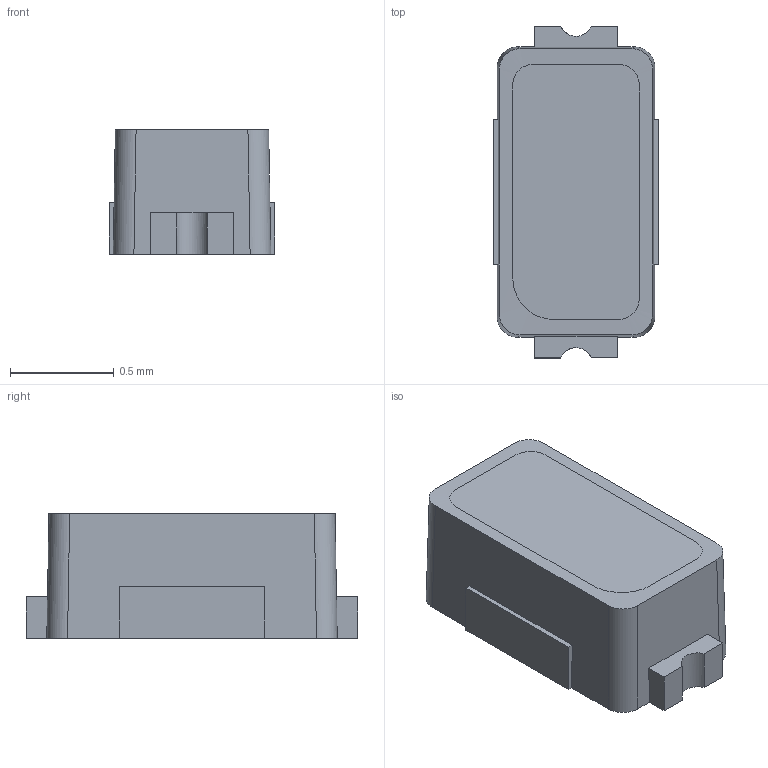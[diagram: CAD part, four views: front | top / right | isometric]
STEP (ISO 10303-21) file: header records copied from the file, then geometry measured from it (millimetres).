
FILE_DESCRIPTION (( 'STEP AP214' ), '1' );
FILE_NAME ('KW DELPS2.RA-QISI-FK2NM2-U515.STEP', '2024-06-11T05:43:03', ( '' ), ( '' ), 'SwSTEP 2.0', 'SolidWorks 2016', '' );
FILE_SCHEMA (( 'AUTOMOTIVE_DESIGN' ));
Length unit declared in the file: millimetre
Products named in the file (1): KW DELPS2.RA-QISI-FK2NM2-U515
Bounding box: 0.8 x 1.6 x 0.6 mm (x, y, z)
Volume: 0.6 mm3; surface area: 4.9 mm2
Topology: 1 solids, 1 shells, 34 faces, 123 edges, 92 vertices
Faces by surface type: plane 27, cylinder 7
Entity records: 1604 total; most frequent: CARTESIAN_POINT 448, ORIENTED_EDGE 246, DIRECTION 133, EDGE_CURVE 123, VERTEX_POINT 92, LINE 63, VECTOR 63, B_SPLINE_CURVE_WITH_KNOTS 60
